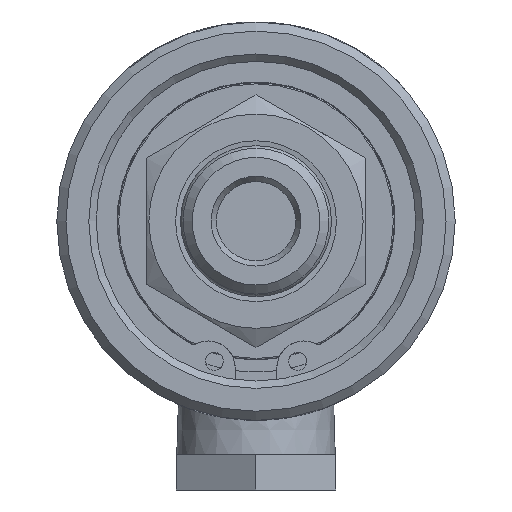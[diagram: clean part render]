
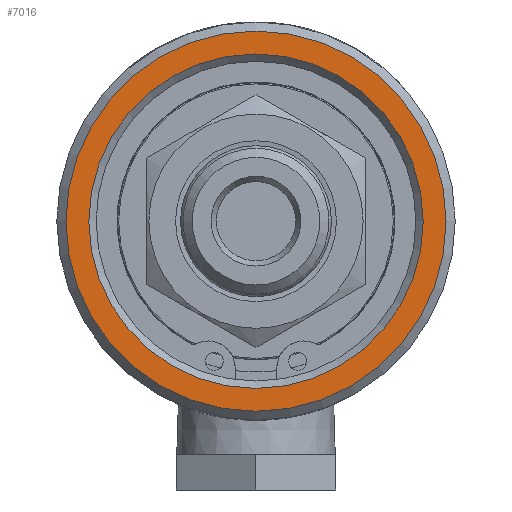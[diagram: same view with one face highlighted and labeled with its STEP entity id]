
A CAD part, left-side view. The second image highlights one B-rep face of the part: STEP entity #7016.
In plain terms, the highlighted planar face has unit normal (-1, 0, 0).
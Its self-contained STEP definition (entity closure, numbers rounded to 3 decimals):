
#1237=FACE_BOUND('',#2531,.T.);
#1472=CIRCLE('',#7665,18.34);
#1475=CIRCLE('',#7670,20.85);
#1716=PLANE('',#7669);
#2087=FACE_OUTER_BOUND('',#2530,.T.);
#2530=EDGE_LOOP('',(#6398));
#2531=EDGE_LOOP('',(#6399));
#3435=VERTEX_POINT('',#15572);
#3438=VERTEX_POINT('',#15582);
#4437=EDGE_CURVE('',#3435,#3435,#1472,.T.);
#4441=EDGE_CURVE('',#3438,#3438,#1475,.T.);
#6398=ORIENTED_EDGE('',*,*,#4441,.F.);
#6399=ORIENTED_EDGE('',*,*,#4437,.F.);
#7016=ADVANCED_FACE('',(#2087,#1237),#1716,.T.);
#7665=AXIS2_PLACEMENT_3D('',#15574,#9332,#9333);
#7669=AXIS2_PLACEMENT_3D('',#15581,#9341,#9342);
#7670=AXIS2_PLACEMENT_3D('',#15583,#9343,#9344);
#9332=DIRECTION('center_axis',(-1.,0.,0.));
#9333=DIRECTION('ref_axis',(0.,0.,-1.));
#9341=DIRECTION('center_axis',(-1.,0.,0.));
#9342=DIRECTION('ref_axis',(0.,0.,1.));
#9343=DIRECTION('center_axis',(1.,0.,0.));
#9344=DIRECTION('ref_axis',(0.,-1.,0.));
#15572=CARTESIAN_POINT('',(29.74,0.,18.34));
#15574=CARTESIAN_POINT('Origin',(29.74,0.,0.));
#15581=CARTESIAN_POINT('Origin',(29.74,0.,0.));
#15582=CARTESIAN_POINT('',(29.74,20.85,0.));
#15583=CARTESIAN_POINT('Origin',(29.74,0.,0.));
